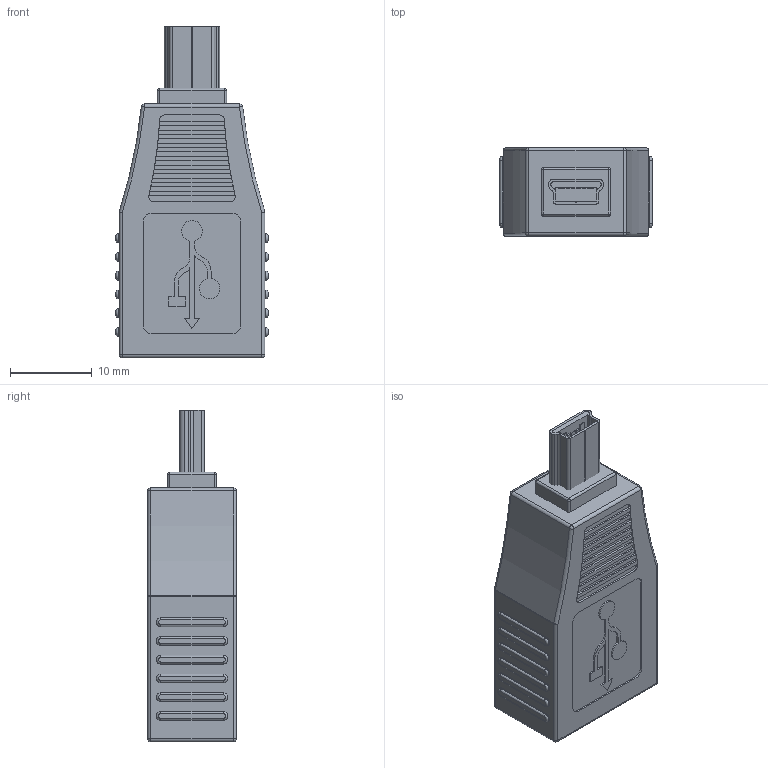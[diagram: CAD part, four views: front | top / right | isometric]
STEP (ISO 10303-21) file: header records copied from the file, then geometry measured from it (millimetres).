
FILE_DESCRIPTION (( 'STEP AP214' ), '1' );
FILE_NAME ('UAD019FM.STEP', '2009-01-08T15:32:44', ( ' ' ), ( ' ' ), 'SwSTEP 2.0', 'SolidWorks 2008', '' );
FILE_SCHEMA (( 'AUTOMOTIVE_DESIGN' ));
Length unit declared in the file: inch
Products named in the file (7): 1AA05-006_crimped; 1AA05-006-MA1; 1AA05-006-MA3; 1AA05-006-MA2_crimped; 3AB06-005-MA1; UAD019FM-MA1; UAD019FM
Assembly tree (6 placements, depth 3):
  UAD019FM
    UAD019FM-MA1
    1AA05-006_crimped
      1AA05-006-MA3
      1AA05-006-MA1
      1AA05-006-MA2_crimped
    3AB06-005-MA1
Bounding box: 18.54 x 10.79 x 40.49 mm (x, y, z)
Volume: 4711.2 mm3; surface area: 5188.4 mm2
Topology: 10 solids, 10 shells, 792 faces, 2141 edges, 1372 vertices
Faces by surface type: plane 496, cylinder 210, bspline 42, torus 28, sphere 16
Entity records: 29125 total; most frequent: CARTESIAN_POINT 6647, ORIENTED_EDGE 4250, DIRECTION 4091, EDGE_CURVE 2125, LINE 1503, VECTOR 1503, VERTEX_POINT 1372, AXIS2_PLACEMENT_3D 1294
